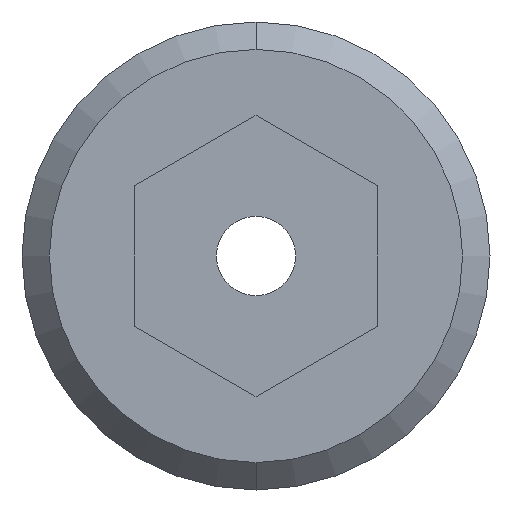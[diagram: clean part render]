
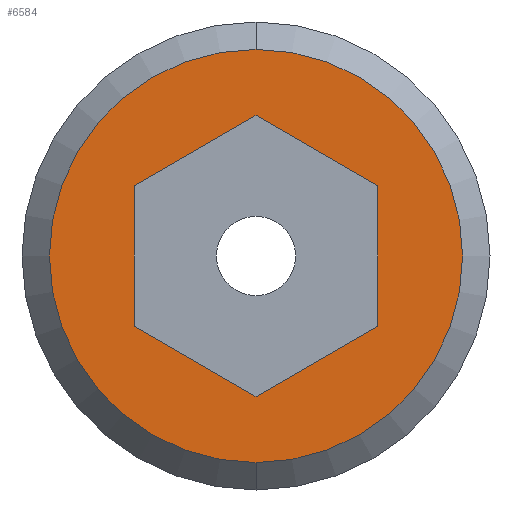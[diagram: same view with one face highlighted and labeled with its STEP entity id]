
A CAD part, left-side view. The second image highlights one B-rep face of the part: STEP entity #6584.
In plain terms, the highlighted planar face has unit normal (-1, 0, 0).
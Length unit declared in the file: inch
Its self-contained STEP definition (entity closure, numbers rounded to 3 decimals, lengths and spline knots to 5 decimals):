
#3045=CARTESIAN_POINT('',(-0.188,0.,0.));
#3046=DIRECTION('',(-1.,0.,0.));
#3047=DIRECTION('',(0.,1.,0.));
#3048=AXIS2_PLACEMENT_3D('',#3045,#3046,#3047);
#3063=DIRECTION('',(0.,0.5,0.866));
#3064=VECTOR('',#3063,0.09238);
#3065=CARTESIAN_POINT('',(-0.188,0.04619,-0.08));
#3066=LINE('',#3065,#3064);
#3067=DIRECTION('',(0.,1.,0.));
#3068=VECTOR('',#3067,0.09238);
#3069=CARTESIAN_POINT('',(-0.188,-0.04619,-0.08));
#3070=LINE('',#3069,#3068);
#3071=DIRECTION('',(0.,0.5,-0.866));
#3072=VECTOR('',#3071,0.09238);
#3073=CARTESIAN_POINT('',(-0.188,-0.09238,0.));
#3074=LINE('',#3073,#3072);
#3075=DIRECTION('',(0.,-0.5,-0.866));
#3076=VECTOR('',#3075,0.09238);
#3077=CARTESIAN_POINT('',(-0.188,-0.04619,0.08));
#3078=LINE('',#3077,#3076);
#3079=DIRECTION('',(0.,-1.,0.));
#3080=VECTOR('',#3079,0.09238);
#3081=CARTESIAN_POINT('',(-0.188,0.04619,0.08));
#3082=LINE('',#3081,#3080);
#3083=DIRECTION('',(0.,-0.5,0.866));
#3084=VECTOR('',#3083,0.09238);
#3085=CARTESIAN_POINT('',(-0.188,0.09238,0.));
#3086=LINE('',#3085,#3084);
#3087=CARTESIAN_POINT('',(-0.188,0.,0.));
#3088=DIRECTION('',(1.,0.,0.));
#3089=DIRECTION('',(0.,1.,0.));
#3090=AXIS2_PLACEMENT_3D('',#3087,#3088,#3089);
#3295=CARTESIAN_POINT('',(-0.188,0.13575,0.));
#3296=CARTESIAN_POINT('',(-0.188,-0.13575,0.));
#3297=VERTEX_POINT('',#3295);
#3298=VERTEX_POINT('',#3296);
#3315=CARTESIAN_POINT('',(-0.188,0.04619,-0.08));
#3316=CARTESIAN_POINT('',(-0.188,0.09238,0.));
#3317=VERTEX_POINT('',#3315);
#3318=VERTEX_POINT('',#3316);
#3319=CARTESIAN_POINT('',(-0.188,-0.04619,-0.08));
#3320=VERTEX_POINT('',#3319);
#3321=CARTESIAN_POINT('',(-0.188,-0.09238,0.));
#3322=VERTEX_POINT('',#3321);
#3323=CARTESIAN_POINT('',(-0.188,-0.04619,0.08));
#3324=VERTEX_POINT('',#3323);
#3325=CARTESIAN_POINT('',(-0.188,0.04619,0.08));
#3326=VERTEX_POINT('',#3325);
#6560=CARTESIAN_POINT('',(-0.188,0.,0.));
#6561=DIRECTION('',(1.,0.,0.));
#6562=DIRECTION('',(0.,-1.,0.));
#6563=AXIS2_PLACEMENT_3D('',#6560,#6561,#6562);
#6564=PLANE('',#6563);
#6565=ORIENTED_EDGE('',*,*,#6550,.F.);
#6567=ORIENTED_EDGE('',*,*,#6566,.T.);
#6568=EDGE_LOOP('',(#6565,#6567));
#6569=FACE_OUTER_BOUND('',#6568,.F.);
#6571=ORIENTED_EDGE('',*,*,#6570,.F.);
#6573=ORIENTED_EDGE('',*,*,#6572,.F.);
#6575=ORIENTED_EDGE('',*,*,#6574,.F.);
#6577=ORIENTED_EDGE('',*,*,#6576,.F.);
#6579=ORIENTED_EDGE('',*,*,#6578,.F.);
#6581=ORIENTED_EDGE('',*,*,#6580,.F.);
#6582=EDGE_LOOP('',(#6571,#6573,#6575,#6577,#6579,#6581));
#6583=FACE_BOUND('',#6582,.F.);
#3049=CIRCLE('',#3048,0.13575);
#3091=CIRCLE('',#3090,0.13575);
#6550=EDGE_CURVE('',#3297,#3298,#3049,.T.);
#6566=EDGE_CURVE('',#3297,#3298,#3091,.T.);
#6570=EDGE_CURVE('',#3317,#3318,#3066,.T.);
#6572=EDGE_CURVE('',#3320,#3317,#3070,.T.);
#6574=EDGE_CURVE('',#3322,#3320,#3074,.T.);
#6576=EDGE_CURVE('',#3324,#3322,#3078,.T.);
#6578=EDGE_CURVE('',#3326,#3324,#3082,.T.);
#6580=EDGE_CURVE('',#3318,#3326,#3086,.T.);
#6584=ADVANCED_FACE('',(#6569,#6583),#6564,.F.);
